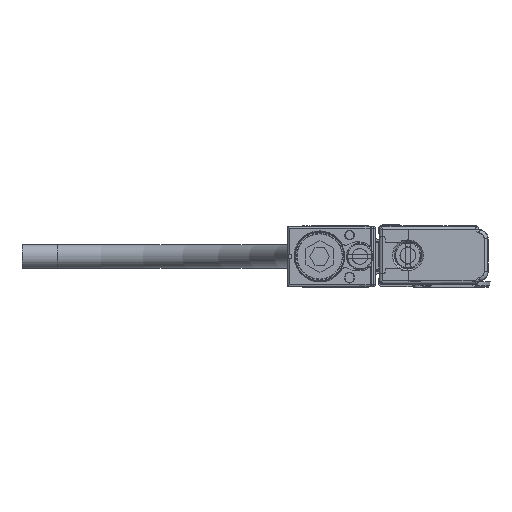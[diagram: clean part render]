
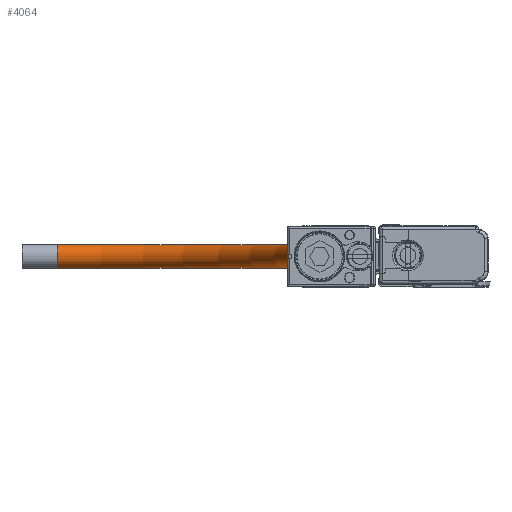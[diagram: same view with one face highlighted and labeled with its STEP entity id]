
A CAD part, left-side view. The second image highlights one B-rep face of the part: STEP entity #4064.
In plain terms, the highlighted toroidal (fillet/blend) face has major radius 75 mm and minor radius 3.4 mm.
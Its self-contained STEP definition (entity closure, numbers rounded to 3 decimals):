
#3968=AXIS2_PLACEMENT_3D('Circle Axis2P3D',#3966,#3967,$) ;
#4025=AXIS2_PLACEMENT_3D('Torus Axis2P3D',#4022,#4023,#4024) ;
#4038=AXIS2_PLACEMENT_3D('Circle Axis2P3D',#4036,#4037,$) ;
#4043=AXIS2_PLACEMENT_3D('Circle Axis2P3D',#4041,#4042,$) ;
#4055=AXIS2_PLACEMENT_3D('Circle Axis2P3D',#4053,#4054,$) ;
#3944=CARTESIAN_POINT('Vertex',(32.5,48.2,3.8)) ;
#3951=CARTESIAN_POINT('Vertex',(32.5,48.2,10.6)) ;
#3966=CARTESIAN_POINT('Axis2P3D Location',(32.5,48.2,7.2)) ;
#4022=CARTESIAN_POINT('Axis2P3D Location',(32.5,123.2,7.2)) ;
#4031=CARTESIAN_POINT('Vertex',(107.5,123.2,3.8)) ;
#4033=CARTESIAN_POINT('Vertex',(107.5,123.2,10.6)) ;
#4036=CARTESIAN_POINT('Axis2P3D Location',(32.5,123.2,10.6)) ;
#4041=CARTESIAN_POINT('Axis2P3D Location',(32.5,123.2,3.8)) ;
#4053=CARTESIAN_POINT('Axis2P3D Location',(107.5,123.2,7.2)) ;
#3967=DIRECTION('Axis2P3D Direction',(-1.,0.,0.)) ;
#4023=DIRECTION('Axis2P3D Direction',(0.,0.,1.)) ;
#4024=DIRECTION('Axis2P3D XDirection',(0.,-1.,0.)) ;
#4037=DIRECTION('Axis2P3D Direction',(0.,0.,1.)) ;
#4042=DIRECTION('Axis2P3D Direction',(0.,0.,1.)) ;
#4054=DIRECTION('Axis2P3D Direction',(0.,-1.,0.)) ;
#4059=ORIENTED_EDGE('',*,*,#4057,.T.) ;
#4060=ORIENTED_EDGE('',*,*,#4045,.F.) ;
#4061=ORIENTED_EDGE('',*,*,#3970,.F.) ;
#4062=ORIENTED_EDGE('',*,*,#4040,.T.) ;
#4064=ADVANCED_FACE('\X2\FF8AFF9FFF70FF82\X0\ \X2\FF8EFF9EFF83FF9EFF68FF70\X0\',(#4063),#4026,.T.) ;
#3969=CIRCLE('generated circle',#3968,3.4) ;
#4039=CIRCLE('generated circle',#4038,75.) ;
#4044=CIRCLE('generated circle',#4043,75.) ;
#4056=CIRCLE('generated circle',#4055,3.4) ;
#4026=TOROIDAL_SURFACE('homeo Torus',#4025,75.,3.4) ;
#3970=EDGE_CURVE('',#3952,#3945,#3969,.T.) ;
#4040=EDGE_CURVE('',#3952,#4034,#4039,.T.) ;
#4045=EDGE_CURVE('',#3945,#4032,#4044,.T.) ;
#4057=EDGE_CURVE('',#4034,#4032,#4056,.T.) ;
#4058=EDGE_LOOP('',(#4059,#4060,#4061,#4062)) ;
#4063=FACE_OUTER_BOUND('',#4058,.T.) ;
#3945=VERTEX_POINT('',#3944) ;
#3952=VERTEX_POINT('',#3951) ;
#4032=VERTEX_POINT('',#4031) ;
#4034=VERTEX_POINT('',#4033) ;
